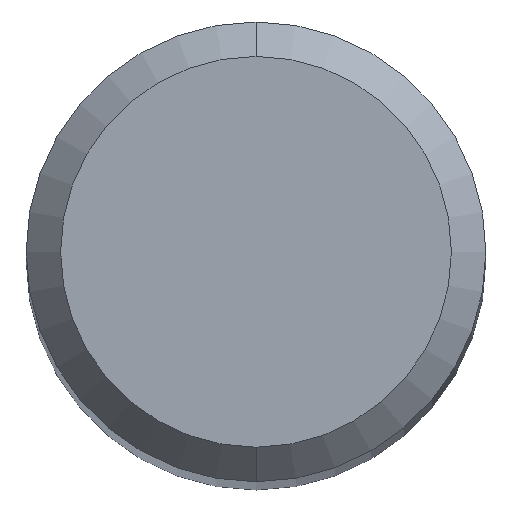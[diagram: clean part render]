
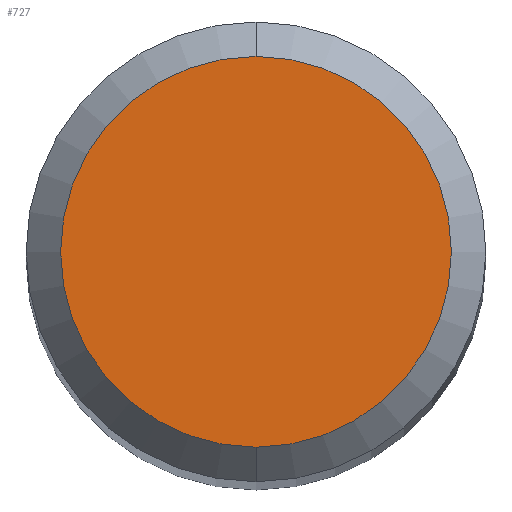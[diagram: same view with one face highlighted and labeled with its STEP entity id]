
A CAD part, top view. The second image highlights one B-rep face of the part: STEP entity #727.
In plain terms, the highlighted planar face has unit normal (0, 0, 1).
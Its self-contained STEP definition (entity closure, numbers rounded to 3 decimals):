
#421=EDGE_CURVE('',#599,#959,#1086,.T.);
#599=VERTEX_POINT('',#1282);
#727=ADVANCED_FACE('',(#1422),#1423,.T.);
#869=EDGE_CURVE('',#959,#599,#1578,.T.);
#959=VERTEX_POINT('',#1674);
#1086=CIRCLE('',#1977,1.7);
#1282=CARTESIAN_POINT('',(0.0,1.7,0.0));
#1422=FACE_OUTER_BOUND('',#2933,.T.);
#1423=PLANE('',#2934);
#1578=CIRCLE('',#3377,1.7);
#1674=CARTESIAN_POINT('',(0.,-1.7,0.0));
#1977=AXIS2_PLACEMENT_3D('',#4194,#4195,#4196);
#2933=EDGE_LOOP('',(#4591,#4592));
#2934=AXIS2_PLACEMENT_3D('',#4593,#4594,#4595);
#3377=AXIS2_PLACEMENT_3D('',#4777,#4778,#4779);
#4194=CARTESIAN_POINT('',(0.0,0.0,0.0));
#4195=DIRECTION('',(0.0,0.0,-1.0));
#4196=DIRECTION('',(0.0,1.0,0.0));
#4591=ORIENTED_EDGE('',*,*,#421,.F.);
#4592=ORIENTED_EDGE('',*,*,#869,.F.);
#4593=CARTESIAN_POINT('',(0.0,0.85,0.0));
#4594=DIRECTION('',(-0.0,0.0,1.0));
#4595=DIRECTION('',(0.0,-1.0,0.0));
#4777=CARTESIAN_POINT('',(0.0,0.0,0.0));
#4778=DIRECTION('',(0.0,0.0,-1.0));
#4779=DIRECTION('',(0.0,1.0,0.0));
